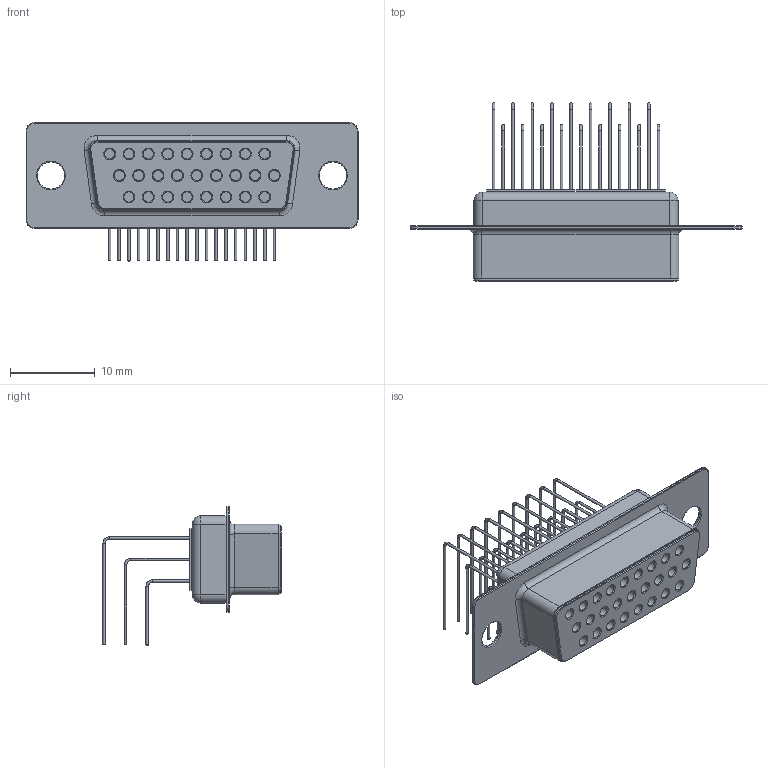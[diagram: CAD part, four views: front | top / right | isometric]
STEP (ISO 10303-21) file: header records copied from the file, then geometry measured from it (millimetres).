
FILE_DESCRIPTION(/* description */ ('model of DSUB-26-HD_Female_Horizontal_P2.29x2.54mm_EdgePinOffset9.40mm'),/* implementation_level */ '2;1');
FILE_NAME(/* name */ 'DSUB-26-HD_Female_Horizontal_P2.29x2.54mm_EdgePinOffset9.40mm.step',/* time_stamp */ '2019-01-05T14:18:51',/* author */ ('kicad StepUp','ksu'),/* organization */ ('FreeCAD'),/* preprocessor_version */ 'OCC',/* originating_system */ 'kicad StepUp',/* authorisation */ '');
FILE_SCHEMA(('AUTOMOTIVE_DESIGN { 1 0 10303 214 1 1 1 1 }'));
Length unit declared in the file: millimetre
Products named in the file (1): DSUB_63_female
Bounding box: 39.2 x 21.03 x 16.4 mm (x, y, z)
Volume: 2320.5 mm3; surface area: 2897.2 mm2
Topology: 1 solids, 2 shells, 341 faces, 686 edges, 400 vertices
Faces by surface type: cylinder 142, plane 89, torus 42, cone 34, revolution 30, sphere 4
Full cylindrical faces by diameter (mm): 0.3 x78, 1.2 x26, 3.2 x2
Entity records: 7078 total; most frequent: CARTESIAN_POINT 1443, ORIENTED_EDGE 1130, EDGE_CURVE 680, AXIS2_PLACEMENT_3D 668, FACE_BOUND 452, EDGE_LOOP 452, CIRCLE 420, VERTEX_POINT 400
